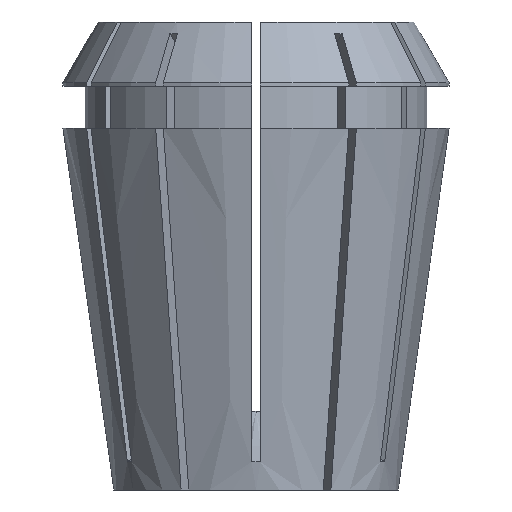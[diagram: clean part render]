
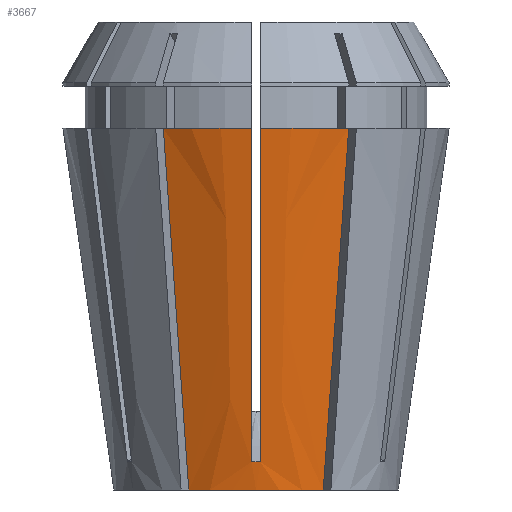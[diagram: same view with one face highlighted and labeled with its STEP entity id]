
A CAD part, left-side view. The second image highlights one B-rep face of the part: STEP entity #3667.
In plain terms, the highlighted conical face has half-angle 8 degrees and reference radius 12.158 mm.
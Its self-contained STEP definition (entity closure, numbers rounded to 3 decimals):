
#113 = EDGE_CURVE ( 'NONE', #3208, #1021, #2002, .T. ) ;
#129 = DIRECTION ( 'NONE',  ( 1., 0., 0. ) ) ;
#201 = CARTESIAN_POINT ( 'NONE',  ( -14.272, 7.807, 29.243 ) ) ;
#209 = ORIENTED_EDGE ( 'NONE', *, *, #960, .F. ) ;
#245 = CARTESIAN_POINT ( 'NONE',  ( -13.718, 0.375, 11.142 ) ) ;
#265 = ORIENTED_EDGE ( 'NONE', *, *, #832, .F. ) ;
#292 = DIRECTION ( 'NONE',  ( -1., 0., 0. ) ) ;
#302 = CARTESIAN_POINT ( 'NONE',  ( -12.684, -0.375, 3.788 ) ) ;
#311 = DIRECTION ( 'NONE',  ( 0., 0., -1. ) ) ;
#431 = CONICAL_SURFACE ( 'NONE', #1142, 12.158, 0.14 ) ;
#450 = CARTESIAN_POINT ( 'NONE',  ( -12.49, 0.375, 2.404 ) ) ;
#500 = CARTESIAN_POINT ( 'NONE',  ( 0., 0., 0. ) ) ;
#543 = ORIENTED_EDGE ( 'NONE', *, *, #2364, .T. ) ;
#547 = CARTESIAN_POINT ( 'NONE',  ( -12.076, -6.539, 11.212 ) ) ;
#579 = CARTESIAN_POINT ( 'NONE',  ( -12.684, 0.375, 3.788 ) ) ;
#586 = CARTESIAN_POINT ( 'NONE',  ( -12.076, 6.539, 11.212 ) ) ;
#813 = EDGE_CURVE ( 'NONE', #1958, #4618, #3619, .T. ) ;
#832 = EDGE_CURVE ( 'NONE', #3208, #1053, #3891, .T. ) ;
#882 = ORIENTED_EDGE ( 'NONE', *, *, #3008, .T. ) ;
#888 = DIRECTION ( 'NONE',  ( 0., 0., 1. ) ) ;
#918 = CARTESIAN_POINT ( 'NONE',  ( -10.711, -5.751, 0. ) ) ;
#945 = B_SPLINE_CURVE_WITH_KNOTS ( 'NONE', 3,
 ( #2882, #201, #4002, #4405, #2096, #586, #962, #1311, #2123, #3945 ),
 .UNSPECIFIED., .F., .F.,
 ( 4, 3, 3, 4 ),
 ( 0.064, 0.069, 0.091, 0.095 ),
 .UNSPECIFIED. ) ;
#960 = EDGE_CURVE ( 'NONE', #4618, #1267, #1883, .T. ) ;
#962 = CARTESIAN_POINT ( 'NONE',  ( -11.18, 6.022, 3.852 ) ) ;
#1021 = VERTEX_POINT ( 'NONE', #4410 ) ;
#1053 = VERTEX_POINT ( 'NONE', #4942 ) ;
#1059 = CARTESIAN_POINT ( 'NONE',  ( -16.259, -0.375, 29.217 ) ) ;
#1074 = CARTESIAN_POINT ( 'NONE',  ( -12.555, -0.375, 2.865 ) ) ;
#1090 = CARTESIAN_POINT ( 'NONE',  ( -16.496, -0.375, 30.9 ) ) ;
#1095 = VERTEX_POINT ( 'NONE', #2717 ) ;
#1142 = AXIS2_PLACEMENT_3D ( 'NONE', #500, #888, #129 ) ;
#1207 = EDGE_CURVE ( 'NONE', #1958, #4702, #1936, .T. ) ;
#1267 = VERTEX_POINT ( 'NONE', #4142 ) ;
#1301 = CARTESIAN_POINT ( 'NONE',  ( -16.023, 0.375, 27.534 ) ) ;
#1311 = CARTESIAN_POINT ( 'NONE',  ( -11.024, 5.932, 2.568 ) ) ;
#1333 = CARTESIAN_POINT ( 'NONE',  ( -16.259, 0.375, 29.217 ) ) ;
#1450 = AXIS2_PLACEMENT_3D ( 'NONE', #4046, #2480, #292 ) ;
#1491 = DIRECTION ( 'NONE',  ( -1., 0., 0. ) ) ;
#1507 = FACE_OUTER_BOUND ( 'NONE', #4419, .T. ) ;
#1543 = CARTESIAN_POINT ( 'NONE',  ( -13.868, -7.574, 25.93 ) ) ;
#1660 = CARTESIAN_POINT ( 'NONE',  ( -12.972, -7.057, 18.571 ) ) ;
#1699 = AXIS2_PLACEMENT_3D ( 'NONE', #4811, #311, #2517 ) ;
#1762 = ORIENTED_EDGE ( 'NONE', *, *, #113, .T. ) ;
#1883 = CIRCLE ( 'NONE', #1699, 12.158 ) ;
#1936 = CIRCLE ( 'NONE', #4042, 16.5 ) ;
#1958 = VERTEX_POINT ( 'NONE', #2516 ) ;
#2002 = CIRCLE ( 'NONE', #1450, 16.5 ) ;
#2023 = CARTESIAN_POINT ( 'NONE',  ( -14.272, -7.807, 29.243 ) ) ;
#2030 = CARTESIAN_POINT ( 'NONE',  ( -12.49, -0.375, 2.404 ) ) ;
#2037 = CARTESIAN_POINT ( 'NONE',  ( -11.024, -5.932, 2.568 ) ) ;
#2096 = CARTESIAN_POINT ( 'NONE',  ( -12.972, 7.057, 18.571 ) ) ;
#2115 = CARTESIAN_POINT ( 'NONE',  ( -12.62, 0.375, 3.327 ) ) ;
#2123 = CARTESIAN_POINT ( 'NONE',  ( -10.868, 5.841, 1.284 ) ) ;
#2149 = CARTESIAN_POINT ( 'NONE',  ( -12.49, -0.375, 2.404 ) ) ;
#2182 = CARTESIAN_POINT ( 'NONE',  ( 0., 0., 30.9 ) ) ;
#2281 = ORIENTED_EDGE ( 'NONE', *, *, #1207, .T. ) ;
#2364 = EDGE_CURVE ( 'NONE', #1021, #1267, #945, .T. ) ;
#2480 = DIRECTION ( 'NONE',  ( 0., 0., -1. ) ) ;
#2516 = CARTESIAN_POINT ( 'NONE',  ( -14.474, -7.923, 30.9 ) ) ;
#2517 = DIRECTION ( 'NONE',  ( -1., 0., 0. ) ) ;
#2552 = CARTESIAN_POINT ( 'NONE',  ( -16.023, -0.375, 27.534 ) ) ;
#2717 = CARTESIAN_POINT ( 'NONE',  ( -12.49, -0.375, 2.404 ) ) ;
#2776 = CARTESIAN_POINT ( 'NONE',  ( -12.497, 0.125, 2.399 ) ) ;
#2826 = CARTESIAN_POINT ( 'NONE',  ( -15.786, 0.375, 25.851 ) ) ;
#2832 = EDGE_CURVE ( 'NONE', #1053, #1095, #3547, .T. ) ;
#2882 = CARTESIAN_POINT ( 'NONE',  ( -14.474, 7.923, 30.9 ) ) ;
#2885 = CARTESIAN_POINT ( 'NONE',  ( -16.496, 0.375, 30.9 ) ) ;
#2897 = ORIENTED_EDGE ( 'NONE', *, *, #813, .F. ) ;
#3008 = EDGE_CURVE ( 'NONE', #4702, #1095, #4040, .T. ) ;
#3208 = VERTEX_POINT ( 'NONE', #2885 ) ;
#3219 = CARTESIAN_POINT ( 'NONE',  ( -14.752, 0.375, 18.496 ) ) ;
#3270 = CARTESIAN_POINT ( 'NONE',  ( -14.752, -0.375, 18.496 ) ) ;
#3328 = DIRECTION ( 'NONE',  ( 0., 0., -1. ) ) ;
#3547 = B_SPLINE_CURVE_WITH_KNOTS ( 'NONE', 3,
 ( #450, #2776, #4333, #2030 ),
 .UNSPECIFIED., .F., .F.,
 ( 4, 4 ),
 ( 0., 0.001 ),
 .UNSPECIFIED. ) ;
#3591 = CARTESIAN_POINT ( 'NONE',  ( -12.555, 0.375, 2.865 ) ) ;
#3619 = B_SPLINE_CURVE_WITH_KNOTS ( 'NONE', 3,
 ( #4296, #2023, #4201, #1543, #1660, #547, #4680, #2037, #4695, #918 ),
 .UNSPECIFIED., .F., .F.,
 ( 4, 3, 3, 4 ),
 ( 0.064, 0.069, 0.091, 0.095 ),
 .UNSPECIFIED. ) ;
#3667 = ADVANCED_FACE ( 'NONE', ( #1507 ), #431, .T. ) ;
#3670 = CARTESIAN_POINT ( 'NONE',  ( -13.718, -0.375, 11.142 ) ) ;
#3886 = ORIENTED_EDGE ( 'NONE', *, *, #2832, .F. ) ;
#3891 = B_SPLINE_CURVE_WITH_KNOTS ( 'NONE', 3,
 ( #4015, #1333, #1301, #2826, #3219, #245, #579, #2115, #3591, #4780 ),
 .UNSPECIFIED., .F., .F.,
 ( 4, 3, 3, 4 ),
 ( 0.065, 0.07, 0.092, 0.093 ),
 .UNSPECIFIED. ) ;
#3945 = CARTESIAN_POINT ( 'NONE',  ( -10.711, 5.751, 0. ) ) ;
#4002 = CARTESIAN_POINT ( 'NONE',  ( -14.07, 7.69, 27.587 ) ) ;
#4015 = CARTESIAN_POINT ( 'NONE',  ( -16.496, 0.375, 30.9 ) ) ;
#4037 = CARTESIAN_POINT ( 'NONE',  ( -15.786, -0.375, 25.851 ) ) ;
#4040 = B_SPLINE_CURVE_WITH_KNOTS ( 'NONE', 3,
 ( #1090, #1059, #2552, #4037, #3270, #3670, #302, #4452, #1074, #2149 ),
 .UNSPECIFIED., .F., .F.,
 ( 4, 3, 3, 4 ),
 ( 0.065, 0.07, 0.092, 0.093 ),
 .UNSPECIFIED. ) ;
#4042 = AXIS2_PLACEMENT_3D ( 'NONE', #2182, #3328, #1491 ) ;
#4046 = CARTESIAN_POINT ( 'NONE',  ( 0., 0., 30.9 ) ) ;
#4103 = CARTESIAN_POINT ( 'NONE',  ( -16.496, -0.375, 30.9 ) ) ;
#4142 = CARTESIAN_POINT ( 'NONE',  ( -10.711, 5.751, 0. ) ) ;
#4201 = CARTESIAN_POINT ( 'NONE',  ( -14.07, -7.69, 27.587 ) ) ;
#4296 = CARTESIAN_POINT ( 'NONE',  ( -14.474, -7.923, 30.9 ) ) ;
#4333 = CARTESIAN_POINT ( 'NONE',  ( -12.497, -0.125, 2.399 ) ) ;
#4405 = CARTESIAN_POINT ( 'NONE',  ( -13.868, 7.574, 25.93 ) ) ;
#4410 = CARTESIAN_POINT ( 'NONE',  ( -14.474, 7.923, 30.9 ) ) ;
#4419 = EDGE_LOOP ( 'NONE', ( #1762, #543, #209, #2897, #2281, #882, #3886, #265 ) ) ;
#4452 = CARTESIAN_POINT ( 'NONE',  ( -12.62, -0.375, 3.327 ) ) ;
#4618 = VERTEX_POINT ( 'NONE', #4839 ) ;
#4680 = CARTESIAN_POINT ( 'NONE',  ( -11.18, -6.022, 3.852 ) ) ;
#4695 = CARTESIAN_POINT ( 'NONE',  ( -10.868, -5.841, 1.284 ) ) ;
#4702 = VERTEX_POINT ( 'NONE', #4103 ) ;
#4780 = CARTESIAN_POINT ( 'NONE',  ( -12.49, 0.375, 2.404 ) ) ;
#4811 = CARTESIAN_POINT ( 'NONE',  ( 0., 0., 0. ) ) ;
#4839 = CARTESIAN_POINT ( 'NONE',  ( -10.711, -5.751, 0. ) ) ;
#4942 = CARTESIAN_POINT ( 'NONE',  ( -12.49, 0.375, 2.404 ) ) ;
